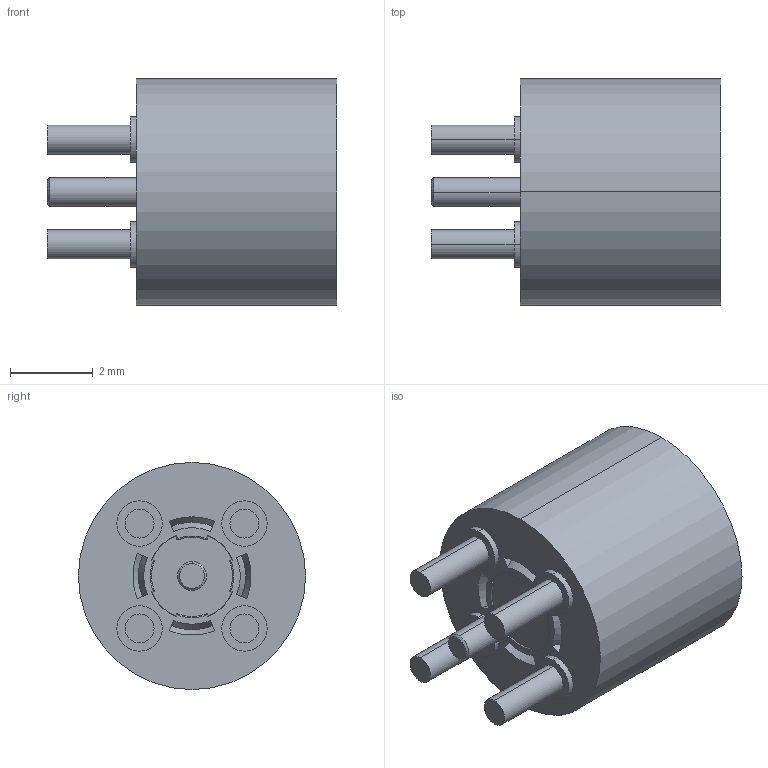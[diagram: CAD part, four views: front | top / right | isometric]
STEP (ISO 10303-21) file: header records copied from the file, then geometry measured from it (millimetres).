
FILE_DESCRIPTION (( 'STEP AP214' ), '1' );
FILE_NAME ('ÑÐ-50-1040ÔÂ Âèëêà äëÿ ìîíòàæà â îòâåðñòèÿ ïëàòû ÊÀÏÄ.434523.013 (-03).STEP', '2023-05-02T04:02:50', ( '' ), ( '' ), 'SwSTEP 2.0', 'SolidWorks 2018', '' );
FILE_SCHEMA (( 'AUTOMOTIVE_DESIGN' ));
Length unit declared in the file: millimetre
Products named in the file (2): Äåòàëü3^ÊÀÏÄ.434523.013 Âèëêà äëÿ ìîíòàæà â îòâåðñòèÿ ïëàòû; ÑÐ-50-1040ÔÂ Âèëêà äëÿ ìîíòàæà â îòâåðñòèÿ ïëàòû ÊÀÏÄ.434523.013 (-03)
Assembly tree (1 placements, depth 2):
  ÑÐ-50-1040ÔÂ Âèëêà äëÿ ìîíòàæà â îòâåðñòèÿ ïëàòû ÊÀÏÄ.434523.013 (-03)
    Äåòàëü3^ÊÀÏÄ.434523.013 Âèëêà äëÿ ìîíòàæà â îòâåðñòèÿ ïëàòû
Bounding box: 7 x 5.5 x 5.5 mm (x, y, z)
Volume: 95.3 mm3; surface area: 188.7 mm2
Topology: 1 solids, 2 shells, 109 faces, 249 edges, 157 vertices
Faces by surface type: cylinder 50, plane 26, cone 18, sphere 10, torus 5
Entity records: 3216 total; most frequent: CARTESIAN_POINT 625, DIRECTION 600, ORIENTED_EDGE 478, AXIS2_PLACEMENT_3D 256, EDGE_CURVE 239, VERTEX_POINT 153, CIRCLE 143, EDGE_LOOP 130
